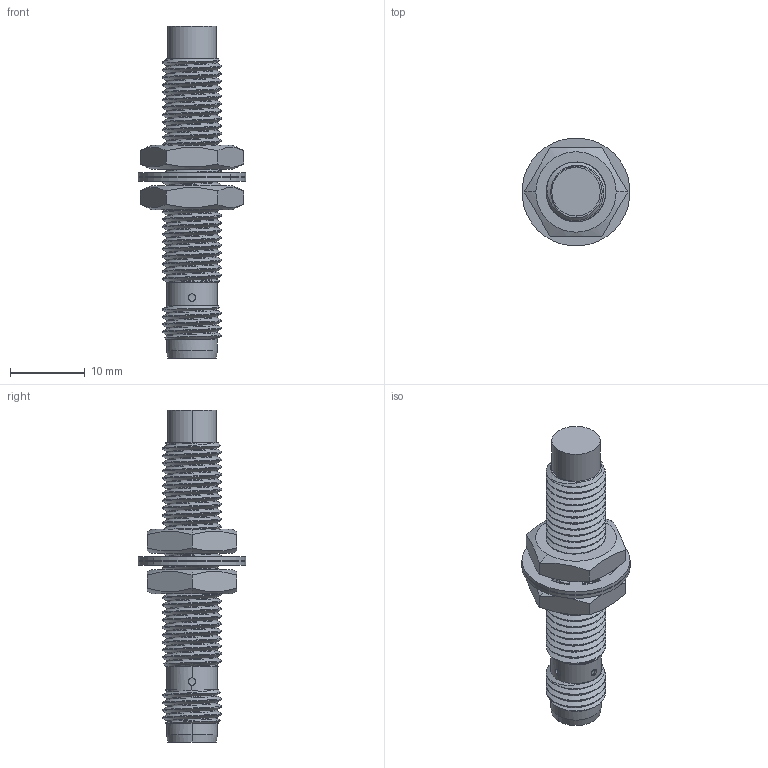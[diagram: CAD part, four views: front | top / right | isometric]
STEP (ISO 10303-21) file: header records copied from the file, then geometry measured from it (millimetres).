
FILE_DESCRIPTION (( 'STEP AP203' ), '1' );
FILE_NAME ('I830N4XXM8.STEP', '2025-11-26T05:53:11', ( 'User' ), ( 'China' ), 'SwSTEP 2.0', 'SolidWorks 2016', '' );
FILE_SCHEMA (( 'CONFIG_CONTROL_DESIGN' ));
Length unit declared in the file: millimetre
Products named in the file (1): I830N4XXM8
Bounding box: 14.44 x 14.44 x 44.5 mm (x, y, z)
Volume: 2264.6 mm3; surface area: 2967.2 mm2
Topology: 5 solids, 5 shells, 297 faces, 827 edges, 541 vertices
Faces by surface type: cylinder 189, plane 76, sphere 14, cone 14, bspline 4
Entity records: 19248 total; most frequent: CARTESIAN_POINT 12124, ORIENTED_EDGE 1630, DIRECTION 1231, EDGE_CURVE 815, VERTEX_POINT 535, AXIS2_PLACEMENT_3D 440, VECTOR 351, LINE 351
